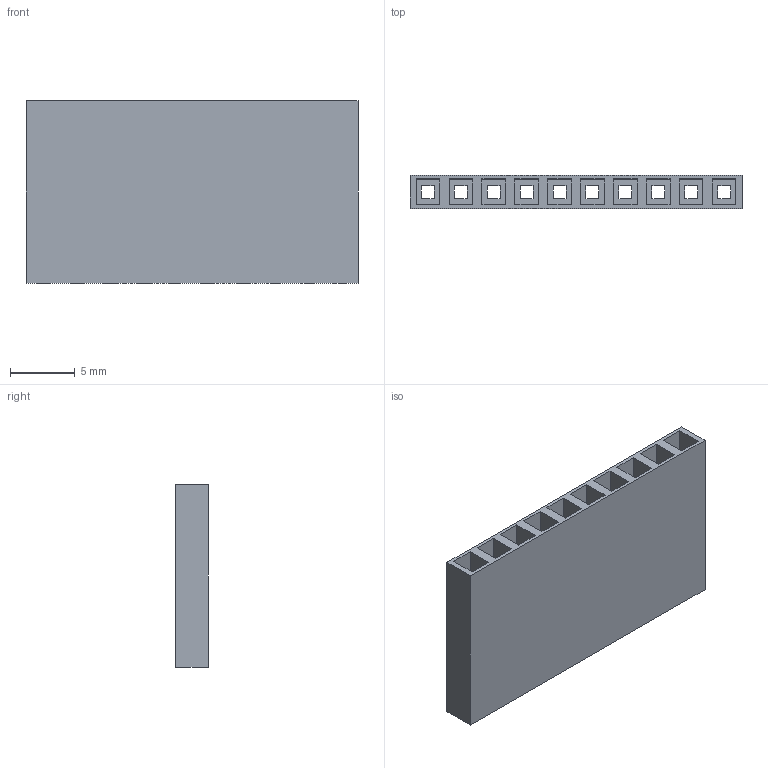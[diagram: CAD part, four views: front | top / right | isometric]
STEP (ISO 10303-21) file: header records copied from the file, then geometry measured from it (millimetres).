
FILE_DESCRIPTION (( 'STEP AP214' ), '1' );
FILE_NAME ('43377~3.STEP', '2020-10-06T12:22:25', ( '' ), ( '' ), 'SwSTEP 2.0', 'SolidWorks 2018', '' );
FILE_SCHEMA (( 'AUTOMOTIVE_DESIGN' ));
Length unit declared in the file: millimetre
Products named in the file (1): 43377~3
Bounding box: 25.6 x 2.54 x 14.1 mm (x, y, z)
Volume: 416.2 mm3; surface area: 1928.4 mm2
Topology: 1 solids, 1 shells, 136 faces, 372 edges, 248 vertices
Faces by surface type: plane 136
Entity records: 5617 total; most frequent: CARTESIAN_POINT 757, ORIENTED_EDGE 744, DIRECTION 646, LINE 372, EDGE_CURVE 372, VECTOR 372, VERTEX_POINT 248, EDGE_LOOP 186
